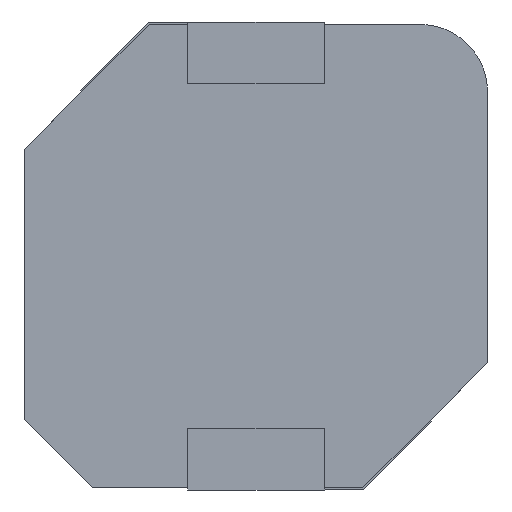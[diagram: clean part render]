
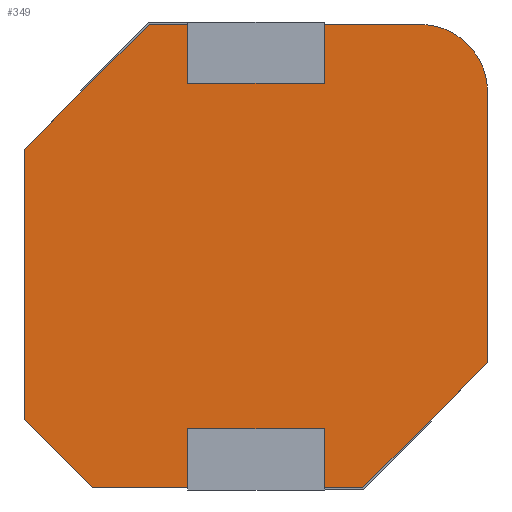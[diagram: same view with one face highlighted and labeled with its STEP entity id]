
A CAD part, front view. The second image highlights one B-rep face of the part: STEP entity #349.
In plain terms, the highlighted planar face has unit normal (0, -1, 0).
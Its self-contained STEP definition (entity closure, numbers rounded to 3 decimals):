
#289 = EDGE_CURVE ( 'NONE', #3204, #3195, #2758, .T. ) ;
#307 = EDGE_CURVE ( 'NONE', #3241, #3245, #2776, .T. ) ;
#331 = EDGE_CURVE ( 'NONE', #3204, #3236, #2799, .T. ) ;
#333 = EDGE_CURVE ( 'NONE', #3236, #3246, #1483, .T. ) ;
#334 = EDGE_CURVE ( 'NONE', #3246, #3244, #2801, .T. ) ;
#336 = EDGE_CURVE ( 'NONE', #3244, #3193, #2803, .T. ) ;
#349 = ADVANCED_FACE ( 'NONE', ( #2179 ), #2963, .F. ) ;
#408 = EDGE_CURVE ( 'NONE', #3193, #3251, #2238, .T. ) ;
#410 = EDGE_CURVE ( 'NONE', #3251, #3230, #2240, .T. ) ;
#412 = EDGE_CURVE ( 'NONE', #3230, #3245, #2242, .T. ) ;
#414 = EDGE_CURVE ( 'NONE', #3241, #3226, #2244, .T. ) ;
#415 = EDGE_CURVE ( 'NONE', #3226, #3227, #2245, .T. ) ;
#418 = EDGE_CURVE ( 'NONE', #3227, #3228, #2248, .T. ) ;
#419 = EDGE_CURVE ( 'NONE', #3228, #3229, #2249, .T. ) ;
#421 = EDGE_CURVE ( 'NONE', #3229, #3219, #2251, .T. ) ;
#423 = EDGE_CURVE ( 'NONE', #3219, #3218, #2253, .T. ) ;
#425 = EDGE_CURVE ( 'NONE', #3218, #3195, #2255, .T. ) ;
#519 = CARTESIAN_POINT ( 'NONE',  ( -5.1, 0., 5.1 ) ) ;
#520 = DIRECTION ( 'NONE',  ( 1., 0., 0. ) ) ;
#523 = CARTESIAN_POINT ( 'NONE',  ( 3.6, 0., 3.6 ) ) ;
#524 = DIRECTION ( 'NONE',  ( 0., 1., 0. ) ) ;
#525 = DIRECTION ( 'NONE',  ( 0., 0., -1. ) ) ;
#526 = CARTESIAN_POINT ( 'NONE',  ( 5.1, 0., 5.1 ) ) ;
#527 = DIRECTION ( 'NONE',  ( 0., 0., -1. ) ) ;
#530 = CARTESIAN_POINT ( 'NONE',  ( 5.1, 0., -2.35 ) ) ;
#531 = DIRECTION ( 'NONE',  ( -0.707, 0., -0.707 ) ) ;
#906 = ORIENTED_EDGE ( 'NONE', *, *, #418, .F. ) ;
#907 = ORIENTED_EDGE ( 'NONE', *, *, #423, .F. ) ;
#908 = ORIENTED_EDGE ( 'NONE', *, *, #421, .F. ) ;
#909 = ORIENTED_EDGE ( 'NONE', *, *, #419, .F. ) ;
#910 = ORIENTED_EDGE ( 'NONE', *, *, #415, .F. ) ;
#911 = ORIENTED_EDGE ( 'NONE', *, *, #414, .F. ) ;
#912 = ORIENTED_EDGE ( 'NONE', *, *, #307, .T. ) ;
#913 = ORIENTED_EDGE ( 'NONE', *, *, #412, .F. ) ;
#914 = ORIENTED_EDGE ( 'NONE', *, *, #410, .F. ) ;
#915 = ORIENTED_EDGE ( 'NONE', *, *, #408, .F. ) ;
#916 = ORIENTED_EDGE ( 'NONE', *, *, #336, .F. ) ;
#917 = ORIENTED_EDGE ( 'NONE', *, *, #334, .F. ) ;
#918 = ORIENTED_EDGE ( 'NONE', *, *, #333, .F. ) ;
#919 = ORIENTED_EDGE ( 'NONE', *, *, #331, .F. ) ;
#920 = ORIENTED_EDGE ( 'NONE', *, *, #289, .T. ) ;
#921 = ORIENTED_EDGE ( 'NONE', *, *, #425, .F. ) ;
#1318 = VECTOR ( 'NONE', #2316, 1000. ) ;
#1336 = VECTOR ( 'NONE', #2352, 1000. ) ;
#1394 = VECTOR ( 'NONE', #3289, 1000. ) ;
#1396 = VECTOR ( 'NONE', #3293, 1000. ) ;
#1398 = VECTOR ( 'NONE', #3297, 1000. ) ;
#1400 = VECTOR ( 'NONE', #3301, 1000. ) ;
#1401 = VECTOR ( 'NONE', #3303, 1000. ) ;
#1404 = VECTOR ( 'NONE', #3309, 1000. ) ;
#1405 = VECTOR ( 'NONE', #3311, 1000. ) ;
#1407 = VECTOR ( 'NONE', #3315, 1000. ) ;
#1409 = VECTOR ( 'NONE', #3319, 1000. ) ;
#1411 = VECTOR ( 'NONE', #3323, 1000. ) ;
#1483 = CIRCLE ( 'NONE', #1487, 1.5 ) ;
#1484 = VECTOR ( 'NONE', #520, 1000. ) ;
#1487 = AXIS2_PLACEMENT_3D ( 'NONE', #523, #524, #525 ) ;
#1488 = VECTOR ( 'NONE', #527, 1000. ) ;
#1492 = VECTOR ( 'NONE', #531, 1000. ) ;
#1526 = AXIS2_PLACEMENT_3D ( 'NONE', #2964, #2965, #2966 ) ;
#2179 = FACE_OUTER_BOUND ( 'NONE', #3996, .T. ) ;
#2238 = LINE ( 'NONE', #3288, #1394 ) ;
#2240 = LINE ( 'NONE', #3292, #1396 ) ;
#2242 = LINE ( 'NONE', #3296, #1398 ) ;
#2244 = LINE ( 'NONE', #3300, #1400 ) ;
#2245 = LINE ( 'NONE', #3302, #1401 ) ;
#2248 = LINE ( 'NONE', #3308, #1404 ) ;
#2249 = LINE ( 'NONE', #3310, #1405 ) ;
#2251 = LINE ( 'NONE', #3314, #1407 ) ;
#2253 = LINE ( 'NONE', #3318, #1409 ) ;
#2255 = LINE ( 'NONE', #3322, #1411 ) ;
#2315 = CARTESIAN_POINT ( 'NONE',  ( 1.5, 0., 5. ) ) ;
#2316 = DIRECTION ( 'NONE',  ( 0., 0., -1. ) ) ;
#2351 = CARTESIAN_POINT ( 'NONE',  ( -1.5, 0., -5. ) ) ;
#2352 = DIRECTION ( 'NONE',  ( 0., 0., 1. ) ) ;
#2425 = CARTESIAN_POINT ( 'NONE',  ( 2.35, 0., -5.1 ) ) ;
#2427 = CARTESIAN_POINT ( 'NONE',  ( 1.5, 0., 3.8 ) ) ;
#2436 = CARTESIAN_POINT ( 'NONE',  ( 1.5, 0., 5.1 ) ) ;
#2450 = CARTESIAN_POINT ( 'NONE',  ( -1.5, 0., 3.8 ) ) ;
#2451 = CARTESIAN_POINT ( 'NONE',  ( -1.5, 0., 5.1 ) ) ;
#2758 = LINE ( 'NONE', #2315, #1318 ) ;
#2776 = LINE ( 'NONE', #2351, #1336 ) ;
#2799 = LINE ( 'NONE', #519, #1484 ) ;
#2801 = LINE ( 'NONE', #526, #1488 ) ;
#2803 = LINE ( 'NONE', #530, #1492 ) ;
#2875 = CARTESIAN_POINT ( 'NONE',  ( -3.6, 0., -5.1 ) ) ;
#2876 = CARTESIAN_POINT ( 'NONE',  ( -5.1, 0., -3.6 ) ) ;
#2877 = CARTESIAN_POINT ( 'NONE',  ( -5.1, 0., 2.35 ) ) ;
#2878 = CARTESIAN_POINT ( 'NONE',  ( -2.35, 0., 5.1 ) ) ;
#2879 = CARTESIAN_POINT ( 'NONE',  ( 1.5, 0., -3.8 ) ) ;
#2885 = CARTESIAN_POINT ( 'NONE',  ( 3.6, 0., 5.1 ) ) ;
#2890 = CARTESIAN_POINT ( 'NONE',  ( -1.5, 0., -5.1 ) ) ;
#2893 = CARTESIAN_POINT ( 'NONE',  ( 5.1, 0., -2.35 ) ) ;
#2894 = CARTESIAN_POINT ( 'NONE',  ( -1.5, 0., -3.8 ) ) ;
#2895 = CARTESIAN_POINT ( 'NONE',  ( 5.1, 0., 3.6 ) ) ;
#2900 = CARTESIAN_POINT ( 'NONE',  ( 1.5, 0., -5.1 ) ) ;
#2963 = PLANE ( 'NONE',  #1526 ) ;
#2964 = CARTESIAN_POINT ( 'NONE',  ( -5.1, 0., 5.1 ) ) ;
#2965 = DIRECTION ( 'NONE',  ( 0., 1., 0. ) ) ;
#2966 = DIRECTION ( 'NONE',  ( 0., 0., 1. ) ) ;
#3193 = VERTEX_POINT ( 'NONE', #2425 ) ;
#3195 = VERTEX_POINT ( 'NONE', #2427 ) ;
#3204 = VERTEX_POINT ( 'NONE', #2436 ) ;
#3218 = VERTEX_POINT ( 'NONE', #2450 ) ;
#3219 = VERTEX_POINT ( 'NONE', #2451 ) ;
#3226 = VERTEX_POINT ( 'NONE', #2875 ) ;
#3227 = VERTEX_POINT ( 'NONE', #2876 ) ;
#3228 = VERTEX_POINT ( 'NONE', #2877 ) ;
#3229 = VERTEX_POINT ( 'NONE', #2878 ) ;
#3230 = VERTEX_POINT ( 'NONE', #2879 ) ;
#3236 = VERTEX_POINT ( 'NONE', #2885 ) ;
#3241 = VERTEX_POINT ( 'NONE', #2890 ) ;
#3244 = VERTEX_POINT ( 'NONE', #2893 ) ;
#3245 = VERTEX_POINT ( 'NONE', #2894 ) ;
#3246 = VERTEX_POINT ( 'NONE', #2895 ) ;
#3251 = VERTEX_POINT ( 'NONE', #2900 ) ;
#3288 = CARTESIAN_POINT ( 'NONE',  ( -5.1, 0., -5.1 ) ) ;
#3289 = DIRECTION ( 'NONE',  ( -1., 0., 0. ) ) ;
#3292 = CARTESIAN_POINT ( 'NONE',  ( 1.5, 0., 5.1 ) ) ;
#3293 = DIRECTION ( 'NONE',  ( 0., 0., 1. ) ) ;
#3296 = CARTESIAN_POINT ( 'NONE',  ( -5.1, 0., -3.8 ) ) ;
#3297 = DIRECTION ( 'NONE',  ( -1., 0., 0. ) ) ;
#3300 = CARTESIAN_POINT ( 'NONE',  ( -5.1, 0., -5.1 ) ) ;
#3301 = DIRECTION ( 'NONE',  ( -1., 0., 0. ) ) ;
#3302 = CARTESIAN_POINT ( 'NONE',  ( -3.6, 0., -5.1 ) ) ;
#3303 = DIRECTION ( 'NONE',  ( -0.707, 0., 0.707 ) ) ;
#3308 = CARTESIAN_POINT ( 'NONE',  ( -5.1, 0., 5.1 ) ) ;
#3309 = DIRECTION ( 'NONE',  ( 0., 0., 1. ) ) ;
#3310 = CARTESIAN_POINT ( 'NONE',  ( -5.1, 0., 2.35 ) ) ;
#3311 = DIRECTION ( 'NONE',  ( 0.707, 0., 0.707 ) ) ;
#3314 = CARTESIAN_POINT ( 'NONE',  ( -5.1, 0., 5.1 ) ) ;
#3315 = DIRECTION ( 'NONE',  ( 1., 0., 0. ) ) ;
#3318 = CARTESIAN_POINT ( 'NONE',  ( -1.5, 0., 5.1 ) ) ;
#3319 = DIRECTION ( 'NONE',  ( 0., 0., -1. ) ) ;
#3322 = CARTESIAN_POINT ( 'NONE',  ( -5.1, 0., 3.8 ) ) ;
#3323 = DIRECTION ( 'NONE',  ( 1., 0., 0. ) ) ;
#3996 = EDGE_LOOP ( 'NONE', ( #907, #908, #909, #906, #910, #911, #912, #913, #914, #915, #916, #917, #918, #919, #920, #921 ) ) ;
